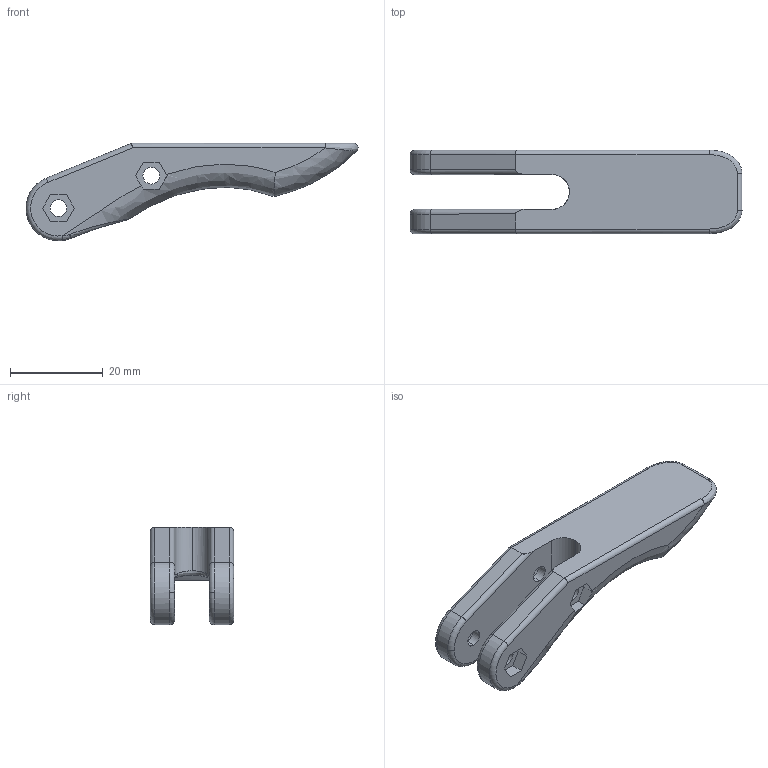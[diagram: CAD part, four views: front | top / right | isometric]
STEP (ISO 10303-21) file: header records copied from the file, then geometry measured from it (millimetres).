
FILE_DESCRIPTION (( 'STEP AP214' ), '1' );
FILE_NAME ('Pinça Esquerda.STEP', '2021-07-04T20:21:02', ( '' ), ( '' ), 'SwSTEP 2.0', 'SolidWorks 2021', '' );
FILE_SCHEMA (( 'AUTOMOTIVE_DESIGN' ));
Length unit declared in the file: millimetre
Products named in the file (1): Pinça Esquerda
Bounding box: 71.54 x 18 x 20.99 mm (x, y, z)
Volume: 9786.3 mm3; surface area: 4682.8 mm2
Topology: 1 solids, 1 shells, 79 faces, 197 edges, 120 vertices
Faces by surface type: cylinder 25, plane 23, bspline 21, torus 6, sphere 4
Entity records: 3547 total; most frequent: CARTESIAN_POINT 1753, ORIENTED_EDGE 390, DIRECTION 336, EDGE_CURVE 195, AXIS2_PLACEMENT_3D 131, VERTEX_POINT 120, EDGE_LOOP 89, ADVANCED_FACE 79
